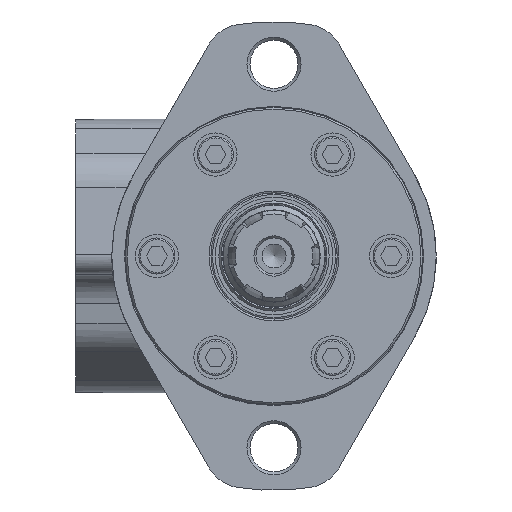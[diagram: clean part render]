
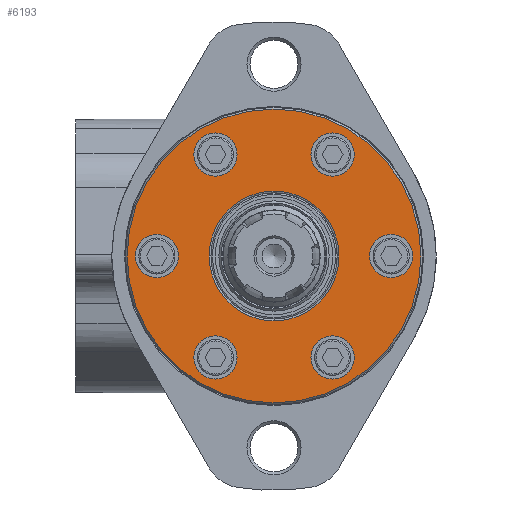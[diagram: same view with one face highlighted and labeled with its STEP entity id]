
A CAD part, left-side view. The second image highlights one B-rep face of the part: STEP entity #6193.
In plain terms, the highlighted planar face has unit normal (-1, 0, 0).
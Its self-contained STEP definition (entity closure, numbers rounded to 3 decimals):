
#579=CIRCLE('',#6818,40.75);
#580=CIRCLE('',#6819,6.);
#581=CIRCLE('',#6820,6.);
#582=CIRCLE('',#6821,6.);
#583=CIRCLE('',#6822,6.);
#584=CIRCLE('',#6823,6.);
#585=CIRCLE('',#6824,6.);
#586=CIRCLE('',#6825,18.);
#1487=ORIENTED_EDGE('',*,*,#2846,.F.);
#1488=ORIENTED_EDGE('',*,*,#2847,.F.);
#1489=ORIENTED_EDGE('',*,*,#2848,.T.);
#1490=ORIENTED_EDGE('',*,*,#2849,.T.);
#1491=ORIENTED_EDGE('',*,*,#2850,.T.);
#1492=ORIENTED_EDGE('',*,*,#2851,.T.);
#1493=ORIENTED_EDGE('',*,*,#2852,.T.);
#1494=ORIENTED_EDGE('',*,*,#2853,.T.);
#2846=EDGE_CURVE('',#3571,#3571,#579,.T.);
#2847=EDGE_CURVE('',#3572,#3572,#580,.F.);
#2848=EDGE_CURVE('',#3573,#3573,#581,.T.);
#2849=EDGE_CURVE('',#3574,#3574,#582,.T.);
#2850=EDGE_CURVE('',#3575,#3575,#583,.T.);
#2851=EDGE_CURVE('',#3576,#3576,#584,.T.);
#2852=EDGE_CURVE('',#3577,#3577,#585,.T.);
#2853=EDGE_CURVE('',#3578,#3578,#586,.T.);
#3571=VERTEX_POINT('',#10218);
#3572=VERTEX_POINT('',#10220);
#3573=VERTEX_POINT('',#10222);
#3574=VERTEX_POINT('',#10224);
#3575=VERTEX_POINT('',#10226);
#3576=VERTEX_POINT('',#10228);
#3577=VERTEX_POINT('',#10230);
#3578=VERTEX_POINT('',#10232);
#4892=EDGE_LOOP('',(#1487));
#4893=EDGE_LOOP('',(#1488));
#4894=EDGE_LOOP('',(#1489));
#4895=EDGE_LOOP('',(#1490));
#4896=EDGE_LOOP('',(#1491));
#4897=EDGE_LOOP('',(#1492));
#4898=EDGE_LOOP('',(#1493));
#4899=EDGE_LOOP('',(#1494));
#5456=FACE_BOUND('',#4892,.T.);
#5457=FACE_BOUND('',#4893,.T.);
#5458=FACE_BOUND('',#4894,.T.);
#5459=FACE_BOUND('',#4895,.T.);
#5460=FACE_BOUND('',#4896,.T.);
#5461=FACE_BOUND('',#4897,.T.);
#5462=FACE_BOUND('',#4898,.T.);
#5463=FACE_BOUND('',#4899,.T.);
#5906=PLANE('',#6817);
#6193=ADVANCED_FACE('',(#5456,#5457,#5458,#5459,#5460,#5461,#5462,#5463),
#5906,.F.);
#6817=AXIS2_PLACEMENT_3D('',#10216,#8065,#8066);
#6818=AXIS2_PLACEMENT_3D('',#10217,#8067,#8068);
#6819=AXIS2_PLACEMENT_3D('',#10219,#8069,#8070);
#6820=AXIS2_PLACEMENT_3D('',#10221,#8071,#8072);
#6821=AXIS2_PLACEMENT_3D('',#10223,#8073,#8074);
#6822=AXIS2_PLACEMENT_3D('',#10225,#8075,#8076);
#6823=AXIS2_PLACEMENT_3D('',#10227,#8077,#8078);
#6824=AXIS2_PLACEMENT_3D('',#10229,#8079,#8080);
#6825=AXIS2_PLACEMENT_3D('',#10231,#8081,#8082);
#8065=DIRECTION('',(1.,0.,0.));
#8066=DIRECTION('',(0.,0.,-1.));
#8067=DIRECTION('',(1.,0.,0.));
#8068=DIRECTION('',(0.,0.,-1.));
#8069=DIRECTION('',(1.,0.,0.));
#8070=DIRECTION('',(0.,0.,-1.));
#8071=DIRECTION('',(1.,0.,0.));
#8072=DIRECTION('',(0.,0.,-1.));
#8073=DIRECTION('',(1.,0.,0.));
#8074=DIRECTION('',(0.,0.,-1.));
#8075=DIRECTION('',(1.,0.,0.));
#8076=DIRECTION('',(0.,0.,-1.));
#8077=DIRECTION('',(1.,0.,0.));
#8078=DIRECTION('',(0.,0.,-1.));
#8079=DIRECTION('',(1.,0.,0.));
#8080=DIRECTION('',(0.,0.,-1.));
#8081=DIRECTION('',(1.,0.,0.));
#8082=DIRECTION('',(0.,0.,-1.));
#10216=CARTESIAN_POINT('',(0.,0.,0.));
#10217=CARTESIAN_POINT('',(0.,0.,0.));
#10218=CARTESIAN_POINT('',(0.,0.,-40.75));
#10219=CARTESIAN_POINT('',(0.,32.5,0.));
#10220=CARTESIAN_POINT('',(0.,32.5,-6.));
#10221=CARTESIAN_POINT('',(0.,16.25,-28.146));
#10222=CARTESIAN_POINT('',(0.,16.25,-34.146));
#10223=CARTESIAN_POINT('',(0.,-16.25,-28.146));
#10224=CARTESIAN_POINT('',(0.,-16.25,-34.146));
#10225=CARTESIAN_POINT('',(0.,-32.5,0.));
#10226=CARTESIAN_POINT('',(0.,-32.5,-6.));
#10227=CARTESIAN_POINT('',(0.,-16.25,28.146));
#10228=CARTESIAN_POINT('',(0.,-16.25,22.146));
#10229=CARTESIAN_POINT('',(0.,16.25,28.146));
#10230=CARTESIAN_POINT('',(0.,16.25,22.146));
#10231=CARTESIAN_POINT('',(0.,0.,0.));
#10232=CARTESIAN_POINT('',(0.,0.,-18.));
